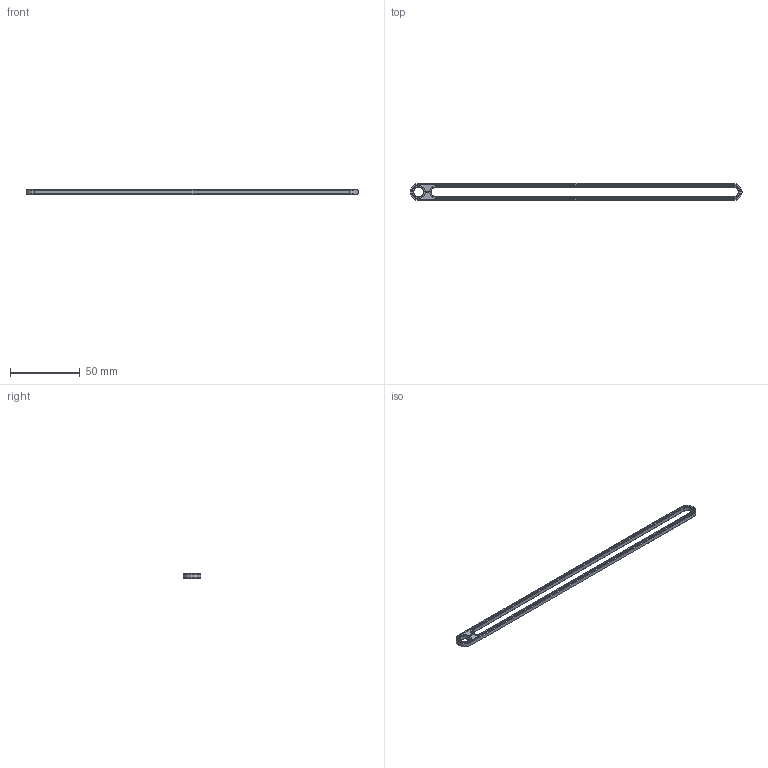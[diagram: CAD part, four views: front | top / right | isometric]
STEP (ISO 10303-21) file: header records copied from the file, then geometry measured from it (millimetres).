
FILE_DESCRIPTION(('FreeCAD Model'),'2;1');
FILE_NAME('Open CASCADE Shape Model','2021-02-26T22:43:24',( 'Paulo Kiefe'),('STEMFIE.org'),'Open CASCADE STEP processor 7.4', 'FreeCAD','Unknown');
FILE_SCHEMA(('AUTOMOTIVE_DESIGN { 1 0 10303 214 1 1 1 1 }'));
Length unit declared in the file: millimetre
Products named in the file (1): Brace_STR_SLT_SE_ERR_-_BU19x01x00.25x18_SPN-BRC-0274_(stemfie.org)
Bounding box: 237.5 x 12.5 x 3.12 mm (x, y, z)
Volume: 4134.7 mm3; surface area: 5593.5 mm2
Topology: 1 solids, 1 shells, 518 faces, 1423 edges, 943 vertices
Faces by surface type: plane 342, extrusion 156, cylinder 10, cone 10
Full cylindrical faces by diameter (mm): 7 x1, 9.2 x1
Entity records: 35942 total; most frequent: CARTESIAN_POINT 8611, DIRECTION 4399, VECTOR 3593, LINE 3437, ORIENTED_EDGE 2846, PCURVE 2846, DEFINITIONAL_REPRESENTATION 2846, EDGE_CURVE 1423
